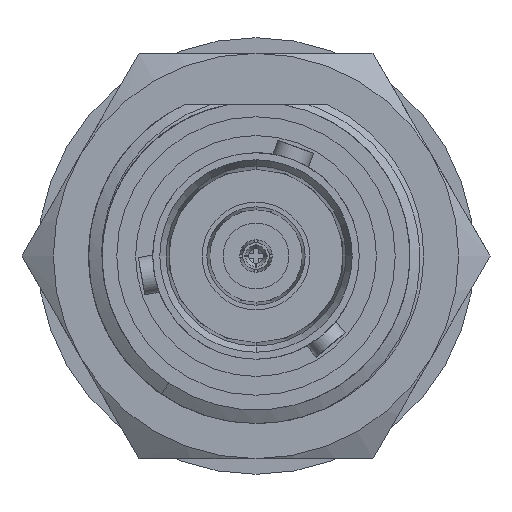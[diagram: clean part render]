
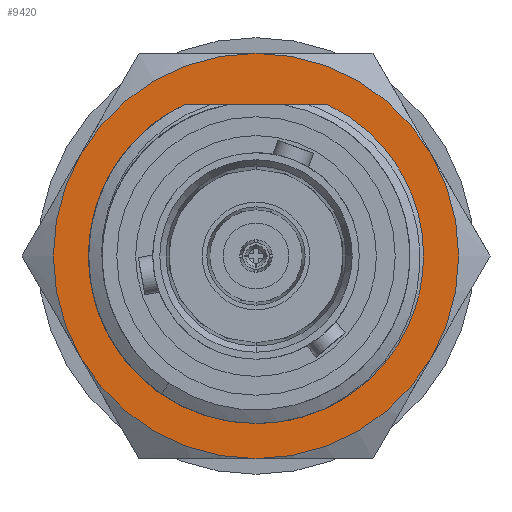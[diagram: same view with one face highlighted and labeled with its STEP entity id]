
A CAD part, left-side view. The second image highlights one B-rep face of the part: STEP entity #9420.
In plain terms, the highlighted face is planar.
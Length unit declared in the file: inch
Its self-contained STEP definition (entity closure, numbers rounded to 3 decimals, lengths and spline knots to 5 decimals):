
#92 = ORIENTED_EDGE ( 'NONE', *, *, #4683, .F. ) ;
#146 = CARTESIAN_POINT ( 'NONE',  ( 0.04921, 0., 0. ) ) ;
#379 = ORIENTED_EDGE ( 'NONE', *, *, #11143, .F. ) ;
#466 = VERTEX_POINT ( 'NONE', #7324 ) ;
#740 = CARTESIAN_POINT ( 'NONE',  ( 0.04921, 0.13933, -0.24287 ) ) ;
#756 = CARTESIAN_POINT ( 'NONE',  ( 0.04921, 0., 0. ) ) ;
#769 = AXIS2_PLACEMENT_3D ( 'NONE', #5540, #19452, #14064 ) ;
#1175 = DIRECTION ( 'NONE',  ( 0., 0., 1. ) ) ;
#1335 = DIRECTION ( 'NONE',  ( -1., 0., 0. ) ) ;
#1685 = VERTEX_POINT ( 'NONE', #21535 ) ;
#2156 = EDGE_CURVE ( 'NONE', #18966, #12906, #9492, .T. ) ;
#2167 = ORIENTED_EDGE ( 'NONE', *, *, #16662, .T. ) ;
#3178 = CARTESIAN_POINT ( 'NONE',  ( 0.04921, -0.06442, -0.27329 ) ) ;
#3473 = VERTEX_POINT ( 'NONE', #740 ) ;
#3602 = AXIS2_PLACEMENT_3D ( 'NONE', #14952, #1335, #6978 ) ;
#3765 = AXIS2_PLACEMENT_3D ( 'NONE', #146, #15578, #17173 ) ;
#4105 = CIRCLE ( 'NONE', #769, 0.375 ) ;
#4504 = CIRCLE ( 'NONE', #13315, 0.28 ) ;
#4610 = CIRCLE ( 'NONE', #13435, 0.375 ) ;
#4683 = EDGE_CURVE ( 'NONE', #12906, #14060, #4610, .T. ) ;
#4862 = AXIS2_PLACEMENT_3D ( 'NONE', #5414, #15759, #22799 ) ;
#4915 = CARTESIAN_POINT ( 'NONE',  ( 0.04921, -0.02298, -0.27925 ) ) ;
#5078 = AXIS2_PLACEMENT_3D ( 'NONE', #6034, #22136, #1175 ) ;
#5185 = CARTESIAN_POINT ( 'NONE',  ( 0.04921, 0.32476, 0.1875 ) ) ;
#5414 = CARTESIAN_POINT ( 'NONE',  ( 0.04921, 0., 0. ) ) ;
#5540 = CARTESIAN_POINT ( 'NONE',  ( 0.04921, 0., 0. ) ) ;
#5805 = CARTESIAN_POINT ( 'NONE',  ( 0.04921, 0., 0.375 ) ) ;
#5904 = ORIENTED_EDGE ( 'NONE', *, *, #7252, .F. ) ;
#6034 = CARTESIAN_POINT ( 'NONE',  ( 0.04921, 0., 0. ) ) ;
#6978 = DIRECTION ( 'NONE',  ( 0., 0., 1. ) ) ;
#7252 = EDGE_CURVE ( 'NONE', #466, #15203, #20516, .T. ) ;
#7324 = CARTESIAN_POINT ( 'NONE',  ( 0.04921, 0.32476, -0.1875 ) ) ;
#8020 = CARTESIAN_POINT ( 'NONE',  ( 0.04921, 0.00856, -0.28007 ) ) ;
#8370 = CARTESIAN_POINT ( 'NONE',  ( 0.04921, 0.13933, -0.24287 ) ) ;
#8533 = FACE_BOUND ( 'NONE', #22429, .T. ) ;
#8897 = CIRCLE ( 'NONE', #21744, 0.375 ) ;
#9420 = ADVANCED_FACE ( 'NONE', ( #8533, #14162 ), #10496, .T. ) ;
#9492 = CIRCLE ( 'NONE', #5078, 0.375 ) ;
#10496 = PLANE ( 'NONE',  #4862 ) ;
#10707 = ORIENTED_EDGE ( 'NONE', *, *, #20615, .T. ) ;
#10908 = B_SPLINE_CURVE_WITH_KNOTS ( 'NONE', 3,
 ( #8370, #11713, #11826, #18476, #18817, #8020, #17091, #4915, #14921, #3178, #15032, #20208 ),
 .UNSPECIFIED., .F., .F.,
 ( 4, 2, 2, 2, 2, 4 ),
 ( 0., 0.00162, 0.00323, 0.00404, 0.00485, 0.00647 ),
 .UNSPECIFIED. ) ;
#11032 = DIRECTION ( 'NONE',  ( -1., 0., 0. ) ) ;
#11143 = EDGE_CURVE ( 'NONE', #14060, #466, #8897, .T. ) ;
#11713 = CARTESIAN_POINT ( 'NONE',  ( 0.04921, 0.12092, -0.25343 ) ) ;
#11826 = CARTESIAN_POINT ( 'NONE',  ( 0.04921, 0.1013, -0.26189 ) ) ;
#12049 = EDGE_CURVE ( 'NONE', #15203, #1685, #21015, .T. ) ;
#12332 = DIRECTION ( 'NONE',  ( -1., 0., 0. ) ) ;
#12742 = DIRECTION ( 'NONE',  ( 0., 0., 1. ) ) ;
#12906 = VERTEX_POINT ( 'NONE', #5805 ) ;
#13315 = AXIS2_PLACEMENT_3D ( 'NONE', #756, #14816, #21840 ) ;
#13435 = AXIS2_PLACEMENT_3D ( 'NONE', #14381, #12332, #19321 ) ;
#13543 = CARTESIAN_POINT ( 'NONE',  ( 0.04921, 0., -0.375 ) ) ;
#14060 = VERTEX_POINT ( 'NONE', #5185 ) ;
#14064 = DIRECTION ( 'NONE',  ( 0., 0., 1. ) ) ;
#14162 = FACE_OUTER_BOUND ( 'NONE', #16392, .T. ) ;
#14381 = CARTESIAN_POINT ( 'NONE',  ( 0.04921, 0., 0. ) ) ;
#14816 = DIRECTION ( 'NONE',  ( -1., 0., 0. ) ) ;
#14921 = CARTESIAN_POINT ( 'NONE',  ( 0.04921, -0.03339, -0.2782 ) ) ;
#14952 = CARTESIAN_POINT ( 'NONE',  ( 0.04921, 0., 0. ) ) ;
#15032 = CARTESIAN_POINT ( 'NONE',  ( 0.04921, -0.08498, -0.26764 ) ) ;
#15203 = VERTEX_POINT ( 'NONE', #13543 ) ;
#15578 = DIRECTION ( 'NONE',  ( -1., 0., 0. ) ) ;
#15759 = DIRECTION ( 'NONE',  ( 1., 0., 0. ) ) ;
#16392 = EDGE_LOOP ( 'NONE', ( #17940, #5904, #379, #92, #17712, #17625 ) ) ;
#16662 = EDGE_CURVE ( 'NONE', #19305, #3473, #4504, .T. ) ;
#17091 = CARTESIAN_POINT ( 'NONE',  ( 0.04921, -0.00203, -0.28019 ) ) ;
#17173 = DIRECTION ( 'NONE',  ( 0., 0., 1. ) ) ;
#17625 = ORIENTED_EDGE ( 'NONE', *, *, #21570, .F. ) ;
#17712 = ORIENTED_EDGE ( 'NONE', *, *, #2156, .F. ) ;
#17940 = ORIENTED_EDGE ( 'NONE', *, *, #12049, .F. ) ;
#18476 = CARTESIAN_POINT ( 'NONE',  ( 0.04921, 0.06091, -0.27411 ) ) ;
#18817 = CARTESIAN_POINT ( 'NONE',  ( 0.04921, 0.04025, -0.2779 ) ) ;
#18966 = VERTEX_POINT ( 'NONE', #20504 ) ;
#19305 = VERTEX_POINT ( 'NONE', #21635 ) ;
#19321 = DIRECTION ( 'NONE',  ( 0., 0., 1. ) ) ;
#19452 = DIRECTION ( 'NONE',  ( -1., 0., 0. ) ) ;
#19748 = CARTESIAN_POINT ( 'NONE',  ( 0.04921, 0., 0. ) ) ;
#20208 = CARTESIAN_POINT ( 'NONE',  ( 0.04921, -0.10466, -0.2597 ) ) ;
#20504 = CARTESIAN_POINT ( 'NONE',  ( 0.04921, -0.32476, 0.1875 ) ) ;
#20516 = CIRCLE ( 'NONE', #3602, 0.375 ) ;
#20615 = EDGE_CURVE ( 'NONE', #3473, #19305, #10908, .T. ) ;
#21015 = CIRCLE ( 'NONE', #3765, 0.375 ) ;
#21535 = CARTESIAN_POINT ( 'NONE',  ( 0.04921, -0.32476, -0.1875 ) ) ;
#21570 = EDGE_CURVE ( 'NONE', #1685, #18966, #4105, .T. ) ;
#21635 = CARTESIAN_POINT ( 'NONE',  ( 0.04921, -0.10466, -0.2597 ) ) ;
#21744 = AXIS2_PLACEMENT_3D ( 'NONE', #19748, #11032, #12742 ) ;
#21840 = DIRECTION ( 'NONE',  ( 0., 0., 1. ) ) ;
#22136 = DIRECTION ( 'NONE',  ( -1., 0., 0. ) ) ;
#22429 = EDGE_LOOP ( 'NONE', ( #10707, #2167 ) ) ;
#22799 = DIRECTION ( 'NONE',  ( 0., 0., -1. ) ) ;
